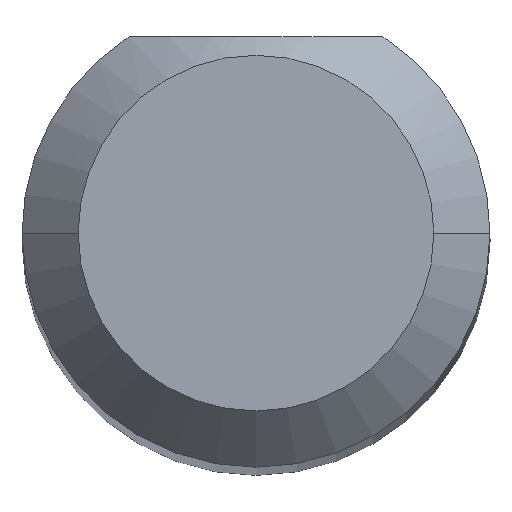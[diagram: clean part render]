
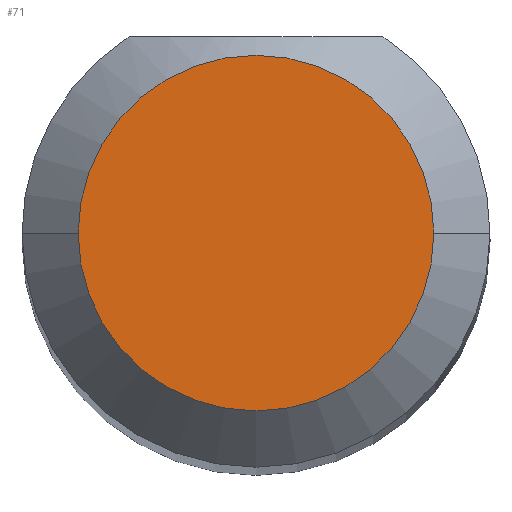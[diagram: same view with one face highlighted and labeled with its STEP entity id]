
A CAD part, top view. The second image highlights one B-rep face of the part: STEP entity #71.
In plain terms, the highlighted planar face has unit normal (0, 0, 1).
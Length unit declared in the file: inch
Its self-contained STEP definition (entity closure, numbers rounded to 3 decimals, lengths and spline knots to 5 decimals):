
#8 = DIRECTION ( 'NONE',  ( 1., 0., 0. ) ) ;
#28 = PLANE ( 'NONE',  #464 ) ;
#33 = CARTESIAN_POINT ( 'NONE',  ( 0.0475, 0., 1.5 ) ) ;
#71 = ADVANCED_FACE ( 'NONE', ( #234 ), #28, .T. ) ;
#73 = CARTESIAN_POINT ( 'NONE',  ( 0., 0., 1.5 ) ) ;
#86 = EDGE_CURVE ( 'NONE', #372, #305, #168, .T. ) ;
#134 = ORIENTED_EDGE ( 'NONE', *, *, #366, .T. ) ;
#149 = EDGE_LOOP ( 'NONE', ( #179, #134 ) ) ;
#168 = CIRCLE ( 'NONE', #398, 0.0475 ) ;
#172 = CARTESIAN_POINT ( 'NONE',  ( 0., 0., 1.5 ) ) ;
#179 = ORIENTED_EDGE ( 'NONE', *, *, #86, .T. ) ;
#218 = DIRECTION ( 'NONE',  ( 0., 0., 1. ) ) ;
#234 = FACE_OUTER_BOUND ( 'NONE', #149, .T. ) ;
#275 = DIRECTION ( 'NONE',  ( 1., 0., 0. ) ) ;
#305 = VERTEX_POINT ( 'NONE', #33 ) ;
#366 = EDGE_CURVE ( 'NONE', #305, #372, #381, .T. ) ;
#369 = DIRECTION ( 'NONE',  ( 1., 0., 0. ) ) ;
#372 = VERTEX_POINT ( 'NONE', #429 ) ;
#381 = CIRCLE ( 'NONE', #388, 0.0475 ) ;
#388 = AXIS2_PLACEMENT_3D ( 'NONE', #172, #218, #8 ) ;
#398 = AXIS2_PLACEMENT_3D ( 'NONE', #497, #546, #275 ) ;
#429 = CARTESIAN_POINT ( 'NONE',  ( -0.0475, 0., 1.5 ) ) ;
#464 = AXIS2_PLACEMENT_3D ( 'NONE', #73, #494, #369 ) ;
#494 = DIRECTION ( 'NONE',  ( 0., 0., 1. ) ) ;
#497 = CARTESIAN_POINT ( 'NONE',  ( 0., 0., 1.5 ) ) ;
#546 = DIRECTION ( 'NONE',  ( 0., 0., 1. ) ) ;
